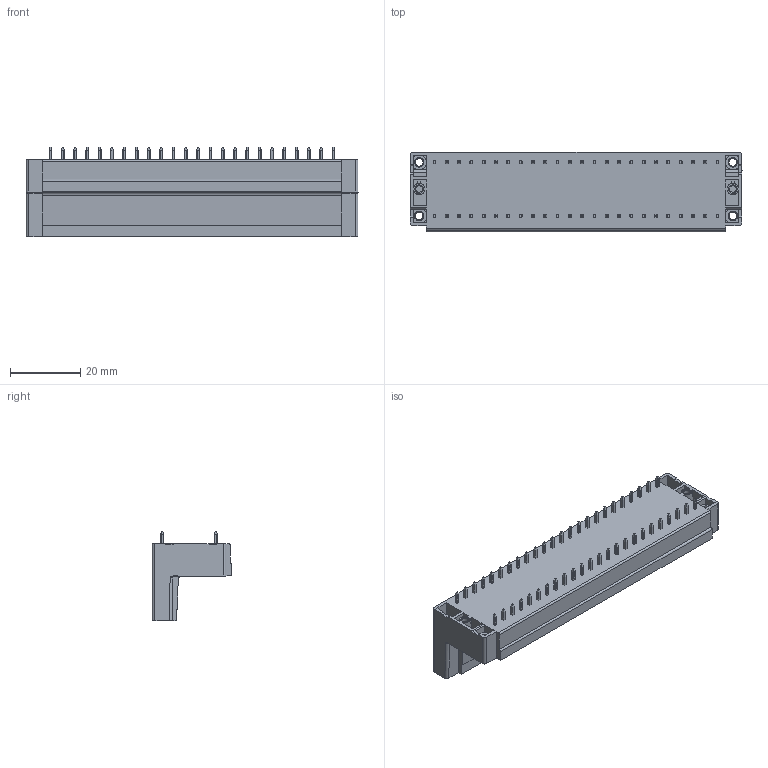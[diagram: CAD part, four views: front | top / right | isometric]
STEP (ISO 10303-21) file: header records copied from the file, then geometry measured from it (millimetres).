
FILE_DESCRIPTION((''),'2;1');
FILE_NAME('TLPHDW-005-1','2024-09-23T09:50:23',('sheji109'),(''),'CREO PARAMETRIC BY PTC INC, 2018100','CREO PARAMETRIC BY PTC INC, 2018100','');
FILE_SCHEMA(('CONFIG_CONTROL_DESIGN'));
Products named in the file (1): TLPHDW-005-1
Bounding box: 94.4 x 22.7 x 25.4 mm (x, y, z)
Volume: 21392.5 mm3; surface area: 19892 mm2
Topology: 1 solids, 1 shells, 3972 faces, 11024 edges, 7260 vertices
Faces by surface type: plane 2659, cylinder 967, cone 248, torus 96, bspline 2
Entity records: 127040 total; most frequent: CARTESIAN_POINT 24992, ORIENTED_EDGE 22048, DIRECTION 20230, EDGE_CURVE 11024, VECTOR 7974, LINE 7974, VERTEX_POINT 7260, AXIS2_PLACEMENT_3D 6128
